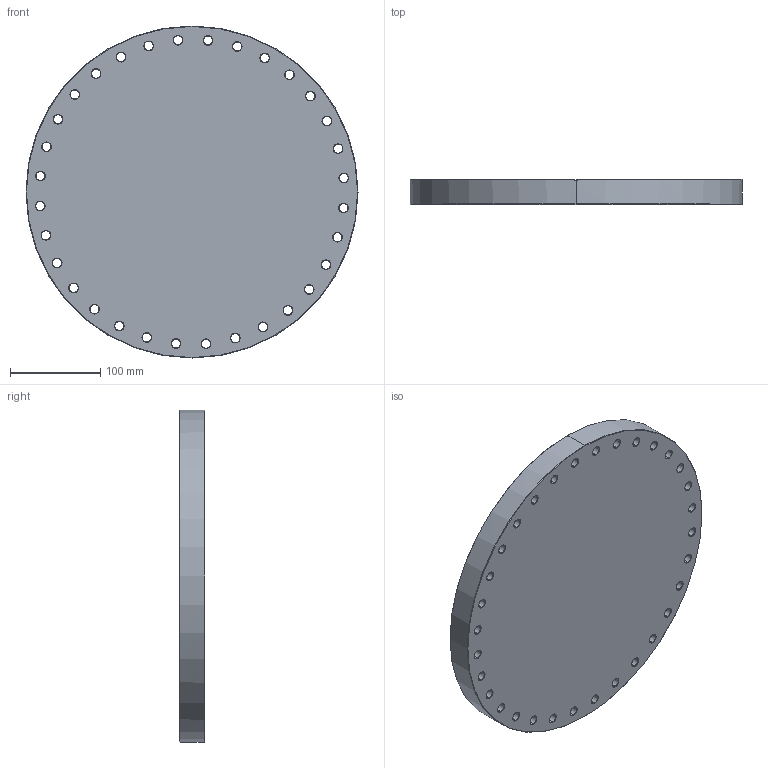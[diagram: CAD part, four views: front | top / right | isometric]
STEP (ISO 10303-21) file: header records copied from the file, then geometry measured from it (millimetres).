
FILE_DESCRIPTION (( 'STEP AP214' ), '1' );
FILE_NAME ('Hositrad_CF300-BT-ISO3669.STEP', '2017-04-26T10:25:24', ( 'Gebruiker' ), ( '' ), 'SwSTEP 2.0', 'SolidWorks 2017', '' );
FILE_SCHEMA (( 'AUTOMOTIVE_DESIGN' ));
Length unit declared in the file: millimetre
Products named in the file (1): Hositrad_CF300-BT-ISO3669
Bounding box: 368.3 x 28 x 368.3 mm (x, y, z)
Volume: 2811533.7 mm3; surface area: 270004.6 mm2
Topology: 1 solids, 1 shells, 214 faces, 502 edges, 290 vertices
Faces by surface type: cone 136, cylinder 68, plane 10
Entity records: 6260 total; most frequent: DIRECTION 1208, CARTESIAN_POINT 1019, ORIENTED_EDGE 1004, EDGE_CURVE 502, AXIS2_PLACEMENT_3D 495, VERTEX_POINT 290, CIRCLE 280, EDGE_LOOP 278
